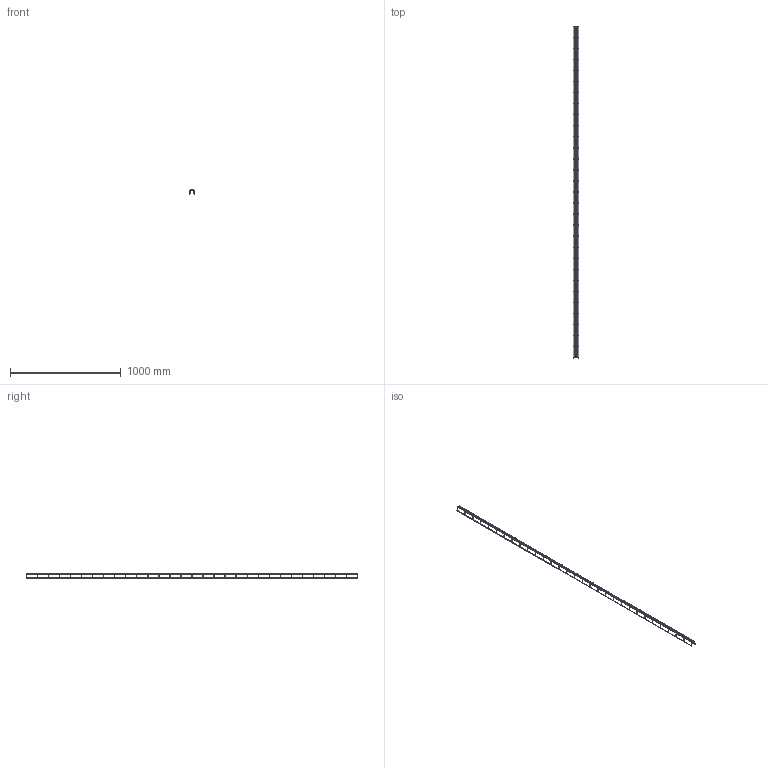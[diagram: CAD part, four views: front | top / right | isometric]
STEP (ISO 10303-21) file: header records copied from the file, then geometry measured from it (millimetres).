
FILE_DESCRIPTION((''),'2;1');
FILE_NAME('930215_PRT','2018-11-07T13:31:43',('tomasz.grudniewski'),(''),'CREO PARAMETRIC BY PTC INC, 2018260','CREO PARAMETRIC BY PTC INC, 2018260','');
FILE_SCHEMA(('CONFIG_CONTROL_DESIGN'));
Length unit declared in the file: millimetre
Products named in the file (1): 930215_PRT
Bounding box: 50 x 3004 x 37 mm (x, y, z)
Volume: 187422.3 mm3; surface area: 188134.5 mm2
Topology: 35 solids, 35 shells, 528 faces, 986 edges, 528 vertices
Faces by surface type: cylinder 194, bspline 124, torus 124, plane 70, cone 16
Entity records: 27084 total; most frequent: CARTESIAN_POINT 17294, ORIENTED_EDGE 1972, DIRECTION 1950, EDGE_CURVE 986, AXIS2_PLACEMENT_3D 808, VERTEX_POINT 528, EDGE_LOOP 528, FACE_OUTER_BOUND 528
